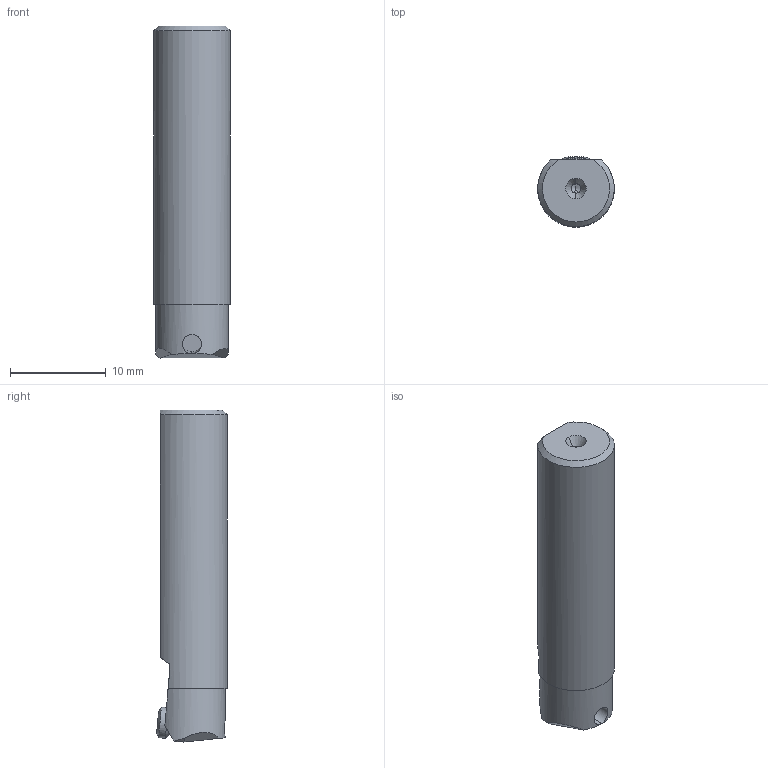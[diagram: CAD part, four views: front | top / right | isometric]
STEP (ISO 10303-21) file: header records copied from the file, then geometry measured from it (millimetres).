
FILE_DESCRIPTION(/* description */ (''),/* implementation_level */ '2;1');
FILE_NAME(/* name */ 'SBR608.stp',/* time_stamp */ '2019-07-23T16:05:30+09:00',/* author */ (''),/* organization */ (''),/* preprocessor_version */ 'ST-DEVELOPER v16',/* originating_system */ 'SIEMENS PLM Software NX 10.0',/* authorisation */ '');
FILE_SCHEMA (('AUTOMOTIVE_DESIGN { 1 0 10303 214 3 1 1 1 }'));
Length unit declared in the file: millimetre
Products named in the file (1): SBR608_ASM
Bounding box: 8 x 7.37 x 34.65 mm (x, y, z)
Volume: 1502.9 mm3; surface area: 1019.6 mm2
Topology: 2 solids, 2 shells, 64 faces, 173 edges, 110 vertices
Faces by surface type: cylinder 28, plane 20, cone 11, torus 3, sphere 2
Entity records: 2408 total; most frequent: CARTESIAN_POINT 697, DIRECTION 364, ORIENTED_EDGE 338, EDGE_CURVE 169, AXIS2_PLACEMENT_3D 147, VERTEX_POINT 110, LINE 70, VECTOR 70
